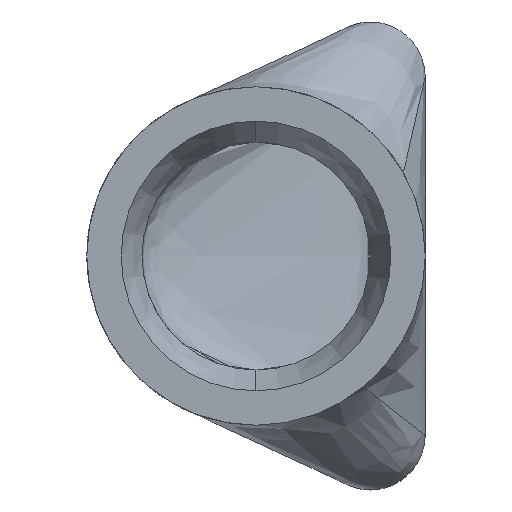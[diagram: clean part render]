
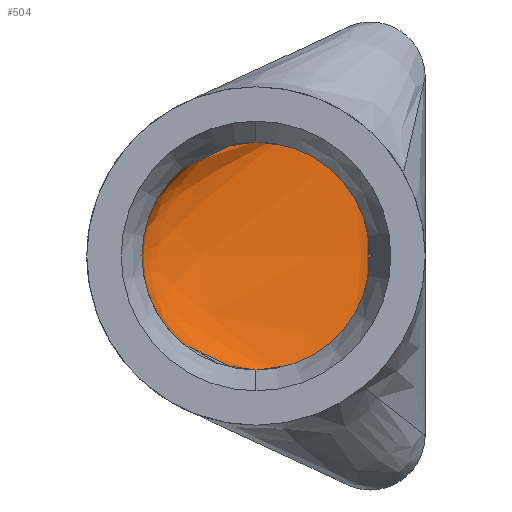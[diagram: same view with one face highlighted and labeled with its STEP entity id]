
A CAD part, left-side view. The second image highlights one B-rep face of the part: STEP entity #504.
In plain terms, the highlighted free-form (B-spline) face has degree [3, 3] with [9, 4] control points.
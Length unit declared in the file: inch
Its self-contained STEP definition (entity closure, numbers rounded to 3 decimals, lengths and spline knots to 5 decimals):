
#10 = CARTESIAN_POINT ( 'NONE',  ( 0.906, 0.40881, -0.10953 ) ) ;
#53 = CARTESIAN_POINT ( 'NONE',  ( 1.14063, 0.08844, 0.25781 ) ) ;
#56 = EDGE_CURVE ( 'NONE', #168, #276, #1036, .T. ) ;
#80 = CARTESIAN_POINT ( 'NONE',  ( 1.14063, 0.08844, 0.11719 ) ) ;
#85 = CARTESIAN_POINT ( 'NONE',  ( 0.97332, 0.39069, -0.12862 ) ) ;
#98 = CARTESIAN_POINT ( 'NONE',  ( 1.07331, 0.08844, -0.25781 ) ) ;
#104 = CARTESIAN_POINT ( 'NONE',  ( 0.97414, 0.40881, -0.10953 ) ) ;
#122 = EDGE_LOOP ( 'NONE', ( #463, #1042, #154, #558 ) ) ;
#154 = ORIENTED_EDGE ( 'NONE', *, *, #837, .T. ) ;
#166 = CARTESIAN_POINT ( 'NONE',  ( 0.906, 0.43572, -0.06529 ) ) ;
#167 = CARTESIAN_POINT ( 'NONE',  ( 0.906, 0.38056, 0.13713 ) ) ;
#168 = VERTEX_POINT ( 'NONE', #1065 ) ;
#174 = CARTESIAN_POINT ( 'NONE',  ( 0.97291, 0.38056, 0.13712 ) ) ;
#177 = CARTESIAN_POINT ( 'NONE',  ( 1.07372, 0.08844, 0.28125 ) ) ;
#183 = CARTESIAN_POINT ( 'NONE',  ( 1.14063, 0.08844, -0.28125 ) ) ;
#189 = EDGE_CURVE ( 'NONE', #1001, #763, #382, .T. ) ;
#192 = CARTESIAN_POINT ( 'NONE',  ( 0.97618, 0.43572, -0.06529 ) ) ;
#207 = CARTESIAN_POINT ( 'NONE',  ( 1.07372, 0.08844, -0.28125 ) ) ;
#224 = CARTESIAN_POINT ( 'NONE',  ( 1.14063, 0.08844, 0.21094 ) ) ;
#228 = CARTESIAN_POINT ( 'NONE',  ( 1.14063, 0.08844, -0.28125 ) ) ;
#250 = CARTESIAN_POINT ( 'NONE',  ( 0.97332, 0.39069, 0.12862 ) ) ;
#272 = CARTESIAN_POINT ( 'NONE',  ( 1.14063, 0.08844, -0.21094 ) ) ;
#276 = VERTEX_POINT ( 'NONE', #228 ) ;
#294 = CARTESIAN_POINT ( 'NONE',  ( 1.14062, 0.08844, 0. ) ) ;
#310 = CARTESIAN_POINT ( 'NONE',  ( 0.906, 0.45038, 0.00001 ) ) ;
#331 = CARTESIAN_POINT ( 'NONE',  ( 1.14063, 0.08844, -0.11719 ) ) ;
#341 = CARTESIAN_POINT ( 'NONE',  ( 1.14063, 0.08844, 0.21094 ) ) ;
#358 = CARTESIAN_POINT ( 'NONE',  ( 0.906, 0.40881, 0.10953 ) ) ;
#362 = CARTESIAN_POINT ( 'NONE',  ( 1.14063, 0.08844, 0.28125 ) ) ;
#382 = B_SPLINE_CURVE_WITH_KNOTS ( 'NONE', 3,
 ( #167, #519, #177, #873 ),
 .UNSPECIFIED., .F., .F.,
 ( 4, 4 ),
 ( 0., 1. ),
 .UNSPECIFIED. ) ;
#389 = CARTESIAN_POINT ( 'NONE',  ( 1.14063, 0.08844, -0.28125 ) ) ;
#398 = CARTESIAN_POINT ( 'NONE',  ( 1.14063, 0.08844, 0.28125 ) ) ;
#429 = CARTESIAN_POINT ( 'NONE',  ( 0.97414, 0.40881, 0.10953 ) ) ;
#435 = CARTESIAN_POINT ( 'NONE',  ( 1.14063, 0.08844, -0.25781 ) ) ;
#450 = CARTESIAN_POINT ( 'NONE',  ( 0.906, 0.38056, -0.13712 ) ) ;
#459 = CARTESIAN_POINT ( 'NONE',  ( 1.07044, 0.08844, -0.11719 ) ) ;
#463 = ORIENTED_EDGE ( 'NONE', *, *, #923, .T. ) ;
#489 = CARTESIAN_POINT ( 'NONE',  ( 1.14063, 0.08844, -0.25781 ) ) ;
#504 = ADVANCED_FACE ( 'NONE', ( #972 ), #590, .F. ) ;
#511 = CARTESIAN_POINT ( 'NONE',  ( 0.97618, 0.43572, 0.06528 ) ) ;
#518 = CARTESIAN_POINT ( 'NONE',  ( 1.07372, 0.08844, -0.28125 ) ) ;
#519 = CARTESIAN_POINT ( 'NONE',  ( 0.97291, 0.38056, 0.13712 ) ) ;
#558 = ORIENTED_EDGE ( 'NONE', *, *, #189, .F. ) ;
#568 = CARTESIAN_POINT ( 'NONE',  ( 1.14063, 0.08844, 0.28125 ) ) ;
#573 = CARTESIAN_POINT ( 'NONE',  ( 0.906, 0.38056, 0.13713 ) ) ;
#578 = CARTESIAN_POINT ( 'NONE',  ( 0.906, 0.38056, -0.13713 ) ) ;
#590 = B_SPLINE_SURFACE_WITH_KNOTS ( 'NONE', 3, 3, ( 
 ( #450, #1050, #518, #183 ),
 ( #885, #85, #98, #435 ),
 ( #10, #104, #977, #272 ),
 ( #166, #192, #459, #331 ),
 ( #696, #788, #683, #1121 ),
 ( #1035, #511, #863, #80 ),
 ( #358, #429, #704, #341 ),
 ( #690, #250, #599, #955 ),
 ( #961, #174, #880, #398 ) ),
 .UNSPECIFIED., .F., .F., .F.,
 ( 4, 1, 1, 1, 1, 1, 4 ),
 ( 4, 4 ),
 ( 0., 0.125, 0.25, 0.5, 0.75, 0.875, 1. ),
 ( 0., 1. ),
 .UNSPECIFIED. ) ;
#599 = CARTESIAN_POINT ( 'NONE',  ( 1.07331, 0.08844, 0.25781 ) ) ;
#647 = CARTESIAN_POINT ( 'NONE',  ( 1.14063, 0.08844, 0.11719 ) ) ;
#657 = B_SPLINE_CURVE_WITH_KNOTS ( 'NONE', 3,
 ( #389, #489, #1081, #838, #294, #647, #224, #53, #568 ),
 .UNSPECIFIED., .F., .F.,
 ( 4, 1, 1, 1, 1, 1, 4 ),
 ( 0., 0.125, 0.25, 0.5, 0.75, 0.875, 1. ),
 .UNSPECIFIED. ) ;
#664 = CARTESIAN_POINT ( 'NONE',  ( 0.906, 0.43572, -0.06529 ) ) ;
#670 = CARTESIAN_POINT ( 'NONE',  ( 0.906, 0.43572, 0.06528 ) ) ;
#683 = CARTESIAN_POINT ( 'NONE',  ( 1.06896, 0.08844, 0. ) ) ;
#690 = CARTESIAN_POINT ( 'NONE',  ( 0.906, 0.39069, 0.12862 ) ) ;
#696 = CARTESIAN_POINT ( 'NONE',  ( 0.906, 0.45038, 0.00001 ) ) ;
#704 = CARTESIAN_POINT ( 'NONE',  ( 1.07249, 0.08844, 0.21094 ) ) ;
#715 = CARTESIAN_POINT ( 'NONE',  ( 0.906, 0.38056, -0.13713 ) ) ;
#716 = CARTESIAN_POINT ( 'NONE',  ( 0.906, 0.38056, 0.13713 ) ) ;
#749 = CARTESIAN_POINT ( 'NONE',  ( 0.906, 0.39069, 0.12862 ) ) ;
#763 = VERTEX_POINT ( 'NONE', #362 ) ;
#788 = CARTESIAN_POINT ( 'NONE',  ( 0.97766, 0.45038, 0.00001 ) ) ;
#837 = EDGE_CURVE ( 'NONE', #276, #763, #657, .T. ) ;
#838 = CARTESIAN_POINT ( 'NONE',  ( 1.14063, 0.08844, -0.11719 ) ) ;
#863 = CARTESIAN_POINT ( 'NONE',  ( 1.07044, 0.08844, 0.11719 ) ) ;
#873 = CARTESIAN_POINT ( 'NONE',  ( 1.14063, 0.08844, 0.28125 ) ) ;
#880 = CARTESIAN_POINT ( 'NONE',  ( 1.07372, 0.08844, 0.28125 ) ) ;
#885 = CARTESIAN_POINT ( 'NONE',  ( 0.906, 0.39069, -0.12862 ) ) ;
#908 = CARTESIAN_POINT ( 'NONE',  ( 1.14063, 0.08844, -0.28125 ) ) ;
#923 = EDGE_CURVE ( 'NONE', #1001, #168, #946, .T. ) ;
#946 = B_SPLINE_CURVE_WITH_KNOTS ( 'NONE', 3,
 ( #573, #749, #1097, #670, #310, #664, #1101, #1015, #578 ),
 .UNSPECIFIED., .F., .F.,
 ( 4, 1, 1, 1, 1, 1, 4 ),
 ( 0., 0.125, 0.25, 0.5, 0.75, 0.875, 1. ),
 .UNSPECIFIED. ) ;
#955 = CARTESIAN_POINT ( 'NONE',  ( 1.14063, 0.08844, 0.25781 ) ) ;
#961 = CARTESIAN_POINT ( 'NONE',  ( 0.906, 0.38056, 0.13712 ) ) ;
#972 = FACE_OUTER_BOUND ( 'NONE', #122, .T. ) ;
#977 = CARTESIAN_POINT ( 'NONE',  ( 1.07249, 0.08844, -0.21094 ) ) ;
#1001 = VERTEX_POINT ( 'NONE', #716 ) ;
#1015 = CARTESIAN_POINT ( 'NONE',  ( 0.906, 0.39069, -0.12862 ) ) ;
#1035 = CARTESIAN_POINT ( 'NONE',  ( 0.906, 0.43572, 0.06528 ) ) ;
#1036 = B_SPLINE_CURVE_WITH_KNOTS ( 'NONE', 3,
 ( #715, #1046, #207, #908 ),
 .UNSPECIFIED., .F., .F.,
 ( 4, 4 ),
 ( 0., 1. ),
 .UNSPECIFIED. ) ;
#1042 = ORIENTED_EDGE ( 'NONE', *, *, #56, .T. ) ;
#1046 = CARTESIAN_POINT ( 'NONE',  ( 0.97291, 0.38056, -0.13712 ) ) ;
#1050 = CARTESIAN_POINT ( 'NONE',  ( 0.97291, 0.38056, -0.13712 ) ) ;
#1065 = CARTESIAN_POINT ( 'NONE',  ( 0.906, 0.38056, -0.13713 ) ) ;
#1081 = CARTESIAN_POINT ( 'NONE',  ( 1.14063, 0.08844, -0.21094 ) ) ;
#1097 = CARTESIAN_POINT ( 'NONE',  ( 0.906, 0.40881, 0.10953 ) ) ;
#1101 = CARTESIAN_POINT ( 'NONE',  ( 0.906, 0.40881, -0.10953 ) ) ;
#1121 = CARTESIAN_POINT ( 'NONE',  ( 1.14062, 0.08844, 0. ) ) ;
